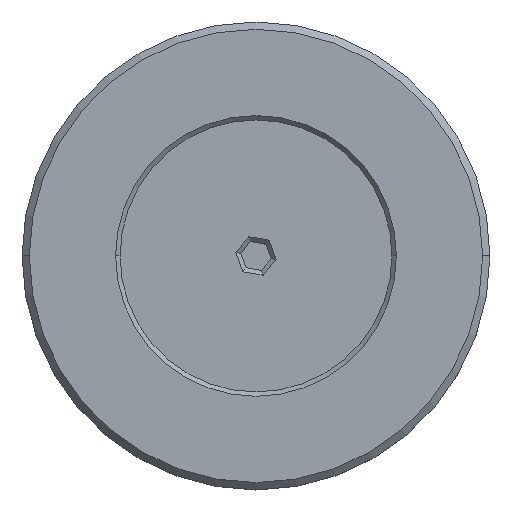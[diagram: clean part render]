
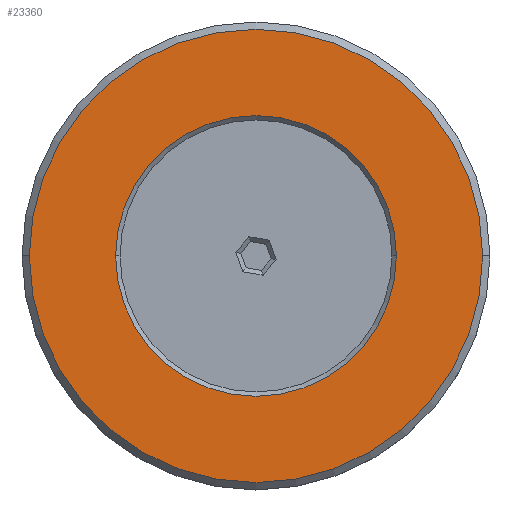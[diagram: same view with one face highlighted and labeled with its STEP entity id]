
A CAD part, top view. The second image highlights one B-rep face of the part: STEP entity #23360.
In plain terms, the highlighted planar face has unit normal (0, 0, 1).
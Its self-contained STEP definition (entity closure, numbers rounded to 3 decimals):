
#1296 = EDGE_CURVE ( 'NONE', #42691, #13765, #12477, .T. ) ;
#1597 = CARTESIAN_POINT ( 'NONE',  ( -3.918, 3.927, 5.165 ) ) ;
#2949 = FACE_BOUND ( 'NONE', #42450, .T. ) ;
#3501 = AXIS2_PLACEMENT_3D ( 'NONE', #42301, #33134, #5072 ) ;
#4090 = DIRECTION ( 'NONE',  ( 1., 0., 0. ) ) ;
#5072 = DIRECTION ( 'NONE',  ( 1., 0., 0. ) ) ;
#12477 = CIRCLE ( 'NONE', #57324, 9.6 ) ;
#13344 = CARTESIAN_POINT ( 'NONE',  ( -3.918, 3.927, 5.165 ) ) ;
#13765 = VERTEX_POINT ( 'NONE', #20480 ) ;
#15276 = ORIENTED_EDGE ( 'NONE', *, *, #24545, .T. ) ;
#16715 = ORIENTED_EDGE ( 'NONE', *, *, #1296, .T. ) ;
#16978 = DIRECTION ( 'NONE',  ( 1., 0., 0. ) ) ;
#17910 = DIRECTION ( 'NONE',  ( 0., 0., -1. ) ) ;
#18361 = CARTESIAN_POINT ( 'NONE',  ( -19.418, 3.927, 5.165 ) ) ;
#20380 = CARTESIAN_POINT ( 'NONE',  ( -13.518, 3.927, 5.165 ) ) ;
#20480 = CARTESIAN_POINT ( 'NONE',  ( 5.682, 3.927, 5.165 ) ) ;
#21569 = FACE_OUTER_BOUND ( 'NONE', #27578, .T. ) ;
#22191 = DIRECTION ( 'NONE',  ( 1., 0., 0. ) ) ;
#22414 = CARTESIAN_POINT ( 'NONE',  ( -3.918, 3.927, 5.165 ) ) ;
#23360 = ADVANCED_FACE ( 'NONE', ( #21569, #2949 ), #45047, .T. ) ;
#24040 = AXIS2_PLACEMENT_3D ( 'NONE', #1597, #43127, #33948 ) ;
#24545 = EDGE_CURVE ( 'NONE', #13765, #42691, #45532, .T. ) ;
#27578 = EDGE_LOOP ( 'NONE', ( #50913, #52465 ) ) ;
#27648 = VERTEX_POINT ( 'NONE', #28940 ) ;
#28940 = CARTESIAN_POINT ( 'NONE',  ( 11.582, 3.927, 5.165 ) ) ;
#32853 = AXIS2_PLACEMENT_3D ( 'NONE', #22414, #46503, #4090 ) ;
#33134 = DIRECTION ( 'NONE',  ( 0., 0., 1. ) ) ;
#33948 = DIRECTION ( 'NONE',  ( 1., 0., 0. ) ) ;
#35835 = AXIS2_PLACEMENT_3D ( 'NONE', #40156, #58814, #16978 ) ;
#39018 = VERTEX_POINT ( 'NONE', #18361 ) ;
#40156 = CARTESIAN_POINT ( 'NONE',  ( -3.918, -12.073, 5.165 ) ) ;
#42301 = CARTESIAN_POINT ( 'NONE',  ( -3.918, 3.927, 5.165 ) ) ;
#42450 = EDGE_LOOP ( 'NONE', ( #15276, #16715 ) ) ;
#42691 = VERTEX_POINT ( 'NONE', #20380 ) ;
#43127 = DIRECTION ( 'NONE',  ( 0., 0., -1. ) ) ;
#45047 = PLANE ( 'NONE',  #35835 ) ;
#45532 = CIRCLE ( 'NONE', #24040, 9.6 ) ;
#46503 = DIRECTION ( 'NONE',  ( 0., 0., 1. ) ) ;
#47472 = CIRCLE ( 'NONE', #32853, 15.5 ) ;
#50030 = EDGE_CURVE ( 'NONE', #27648, #39018, #47472, .T. ) ;
#50913 = ORIENTED_EDGE ( 'NONE', *, *, #52047, .T. ) ;
#52047 = EDGE_CURVE ( 'NONE', #39018, #27648, #54230, .T. ) ;
#52465 = ORIENTED_EDGE ( 'NONE', *, *, #50030, .T. ) ;
#54230 = CIRCLE ( 'NONE', #3501, 15.5 ) ;
#57324 = AXIS2_PLACEMENT_3D ( 'NONE', #13344, #17910, #22191 ) ;
#58814 = DIRECTION ( 'NONE',  ( 0., 0., 1. ) ) ;
